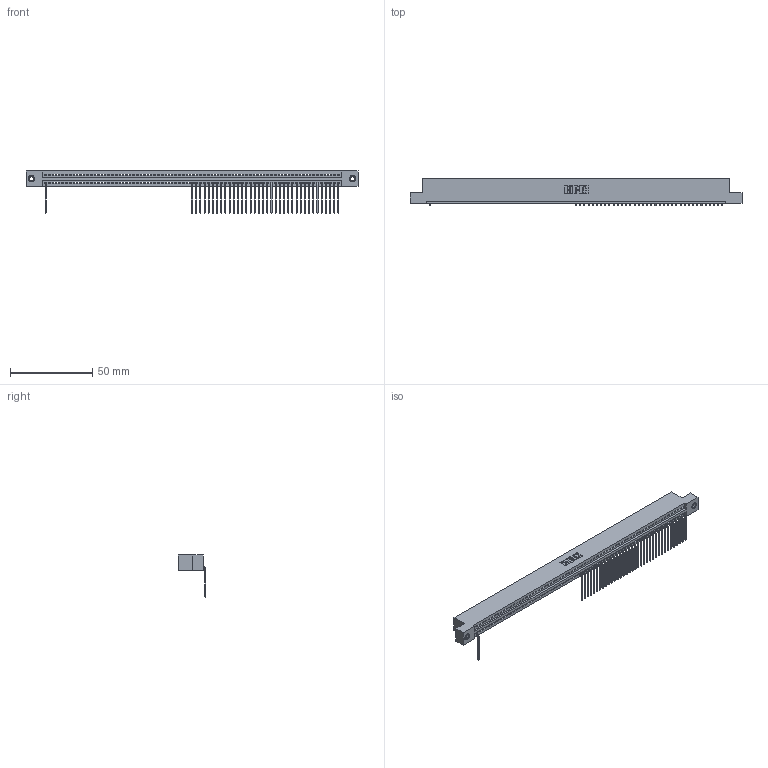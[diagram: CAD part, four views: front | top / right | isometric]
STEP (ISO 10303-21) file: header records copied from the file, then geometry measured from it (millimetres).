
FILE_DESCRIPTION (( 'STEP AP203' ), '1' );
FILE_NAME ('395-071-559-107.STEP', '2018-11-27T07:23:33', ( '' ), ( '' ), 'SwSTEP 2.0', 'SolidWorks 2016', '' );
FILE_SCHEMA (( 'CONFIG_CONTROL_DESIGN' ));
Length unit declared in the file: inch
Products named in the file (4): 345-292-001_558 559 Tail - 1; 345-250-001_345-250-005-103; 395-071-559-107; 345 Part_Flush Mounting Lugs - 0.156 Dia-TI
Assembly tree (40 placements, depth 2):
  395-071-559-107
    345 Part_Flush Mounting Lugs - 0.156 Dia-TI
    345-292-001_558 559 Tail - 1  x37
    345-250-001_345-250-005-103  x2
Bounding box: 201.55 x 16.75 x 25.53 mm (x, y, z)
Volume: 19101.3 mm3; surface area: 24467.5 mm2
Topology: 40 solids, 40 shells, 2950 faces, 9047 edges, 5974 vertices
Faces by surface type: plane 2142, cylinder 792, cone 12, torus 4
Entity records: 49714 total; most frequent: ORIENTED_EDGE 8778, CARTESIAN_POINT 8746, DIRECTION 7585, EDGE_CURVE 4389, LINE 3953, VECTOR 3953, VERTEX_POINT 2920, AXIS2_PLACEMENT_3D 1816
